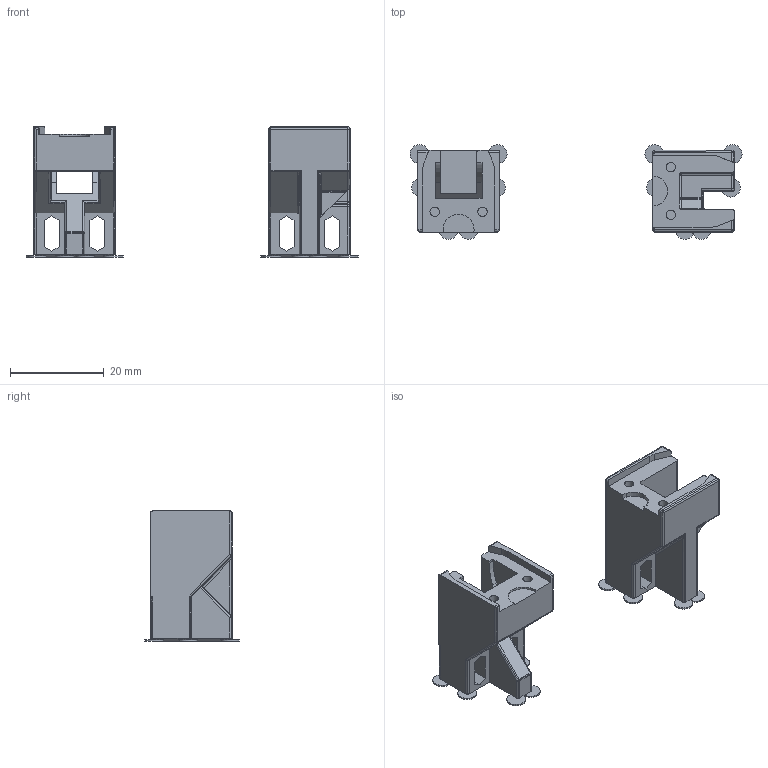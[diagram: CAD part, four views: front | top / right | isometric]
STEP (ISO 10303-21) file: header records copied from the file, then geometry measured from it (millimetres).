
FILE_DESCRIPTION(('STEP AP214'),'1');
FILE_NAME('OmronFotekV4.stp','2022-10-25T23:36:10',(' '),(' '),'Spatial InterOp 3D',' ',' ');
FILE_SCHEMA(('automotive_design'));
Length unit declared in the file: inch
Products named in the file (14): 1; 2; 3; 4; 5; 6; 7; 8; 9; 10; 11; 12; 13; 14
Bounding box: 70.67 x 20.14 x 27.7 mm (x, y, z)
Volume: 8933 mm3; surface area: 6312.4 mm2
Topology: 14 solids, 14 shells, 364 faces, 901 edges, 563 vertices
Faces by surface type: cylinder 195, plane 134, sphere 28, bspline 7
Entity records: 14510 total; most frequent: CARTESIAN_POINT 2355, DIRECTION 2027, ORIENTED_EDGE 1794, EDGE_CURVE 897, AXIS2_PLACEMENT_3D 769, VERTEX_POINT 563, LINE 489, VECTOR 489
